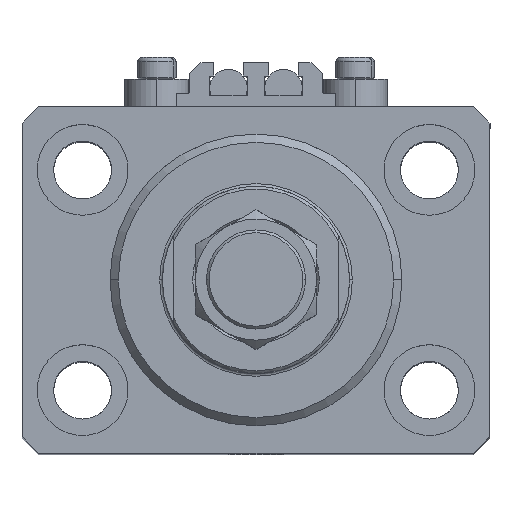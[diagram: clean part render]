
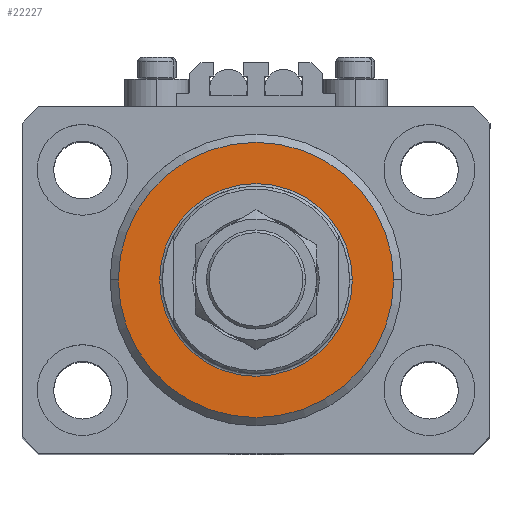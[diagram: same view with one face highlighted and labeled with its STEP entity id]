
A CAD part, top view. The second image highlights one B-rep face of the part: STEP entity #22227.
In plain terms, the highlighted face is planar.
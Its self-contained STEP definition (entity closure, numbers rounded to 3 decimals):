
#72 = AXIS2_PLACEMENT_3D ( 'NONE', #47921, #27464, #47417 ) ;
#981 = CARTESIAN_POINT ( 'NONE',  ( 0., 0., 0. ) ) ;
#3060 = ORIENTED_EDGE ( 'NONE', *, *, #45153, .T. ) ;
#3658 = EDGE_CURVE ( 'NONE', #15597, #37567, #17900, .T. ) ;
#3834 = VERTEX_POINT ( 'NONE', #4747 ) ;
#3855 = DIRECTION ( 'NONE',  ( 0., 0., -1. ) ) ;
#4115 = ORIENTED_EDGE ( 'NONE', *, *, #3658, .T. ) ;
#4747 = CARTESIAN_POINT ( 'NONE',  ( -25., 0., 0. ) ) ;
#4979 = PLANE ( 'NONE',  #72 ) ;
#6582 = CIRCLE ( 'NONE', #20456, 17.5 ) ;
#7826 = DIRECTION ( 'NONE',  ( 1., 0., 0. ) ) ;
#8726 = EDGE_CURVE ( 'NONE', #22983, #3834, #41354, .T. ) ;
#9176 = DIRECTION ( 'NONE',  ( 0., 0., 1. ) ) ;
#11133 = ORIENTED_EDGE ( 'NONE', *, *, #8726, .T. ) ;
#15597 = VERTEX_POINT ( 'NONE', #32067 ) ;
#15879 = CARTESIAN_POINT ( 'NONE',  ( 0., 0., 0. ) ) ;
#17900 = CIRCLE ( 'NONE', #46456, 17.5 ) ;
#18917 = DIRECTION ( 'NONE',  ( 0., 0., -1. ) ) ;
#19884 = CARTESIAN_POINT ( 'NONE',  ( 25., 0., 0. ) ) ;
#20456 = AXIS2_PLACEMENT_3D ( 'NONE', #981, #9176, #37040 ) ;
#20482 = EDGE_CURVE ( 'NONE', #37567, #15597, #6582, .T. ) ;
#22227 = ADVANCED_FACE ( 'NONE', ( #31313, #46914 ), #4979, .F. ) ;
#22983 = VERTEX_POINT ( 'NONE', #19884 ) ;
#23938 = CARTESIAN_POINT ( 'NONE',  ( -17.5, 0., 0. ) ) ;
#24172 = AXIS2_PLACEMENT_3D ( 'NONE', #15879, #3855, #46798 ) ;
#25900 = ORIENTED_EDGE ( 'NONE', *, *, #20482, .T. ) ;
#27233 = DIRECTION ( 'NONE',  ( 0., 0., 1. ) ) ;
#27309 = CIRCLE ( 'NONE', #37136, 25. ) ;
#27464 = DIRECTION ( 'NONE',  ( 0., 0., 1. ) ) ;
#31087 = CARTESIAN_POINT ( 'NONE',  ( 0., 0., 0. ) ) ;
#31313 = FACE_BOUND ( 'NONE', #45161, .T. ) ;
#32067 = CARTESIAN_POINT ( 'NONE',  ( 17.5, 0., 0. ) ) ;
#33756 = DIRECTION ( 'NONE',  ( 1., 0., 0. ) ) ;
#37040 = DIRECTION ( 'NONE',  ( 1., 0., 0. ) ) ;
#37136 = AXIS2_PLACEMENT_3D ( 'NONE', #38351, #18917, #33756 ) ;
#37567 = VERTEX_POINT ( 'NONE', #23938 ) ;
#38351 = CARTESIAN_POINT ( 'NONE',  ( 0., 0., 0. ) ) ;
#41354 = CIRCLE ( 'NONE', #24172, 25. ) ;
#42836 = EDGE_LOOP ( 'NONE', ( #11133, #3060 ) ) ;
#45153 = EDGE_CURVE ( 'NONE', #3834, #22983, #27309, .T. ) ;
#45161 = EDGE_LOOP ( 'NONE', ( #4115, #25900 ) ) ;
#46456 = AXIS2_PLACEMENT_3D ( 'NONE', #31087, #27233, #7826 ) ;
#46798 = DIRECTION ( 'NONE',  ( 1., 0., 0. ) ) ;
#46914 = FACE_OUTER_BOUND ( 'NONE', #42836, .T. ) ;
#47417 = DIRECTION ( 'NONE',  ( 1., 0., 0. ) ) ;
#47921 = CARTESIAN_POINT ( 'NONE',  ( 0., 0., 0. ) ) ;
